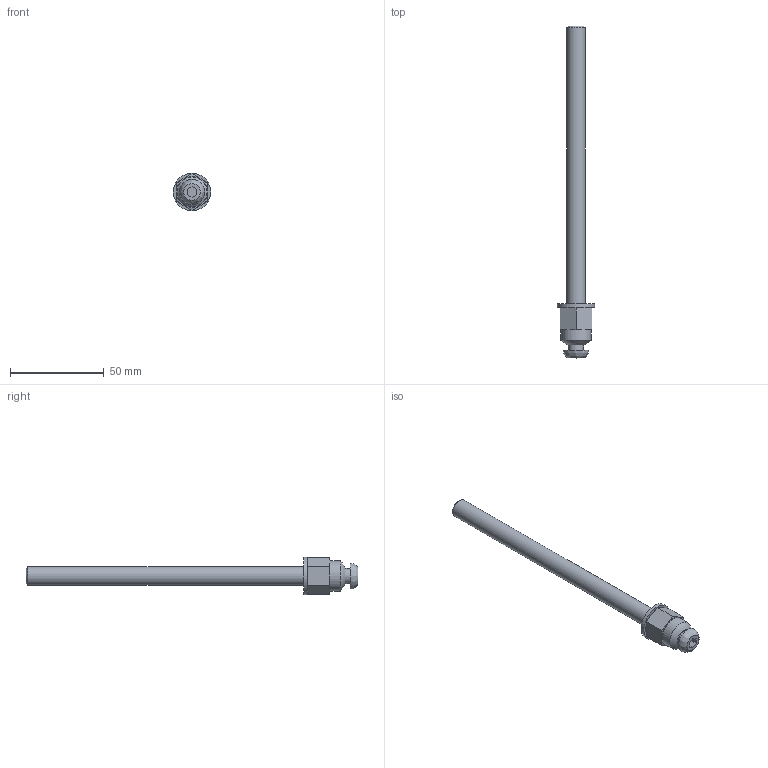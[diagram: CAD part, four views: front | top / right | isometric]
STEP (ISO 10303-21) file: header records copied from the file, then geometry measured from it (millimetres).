
FILE_DESCRIPTION( ( 'STEP AP214' ), '1' );
FILE_NAME( 'K0669.101502.stp', '2020-12-09T10:56:50', ( '' ), ( '' ), ' ', 'PARTsolutions', ' ' );
FILE_SCHEMA( ( 'AUTOMOTIVE_DESIGN { 1 0 10303 214 1 1 1 1 }' ) );
Length unit declared in the file: millimetre
Products named in the file (1): _K0669.101502
Bounding box: 20 x 177 x 20 mm (x, y, z)
Volume: 17216.5 mm3; surface area: 6999 mm2
Topology: 1 solids, 1 shells, 41 faces, 82 edges, 50 vertices
Faces by surface type: plane 21, cone 13, cylinder 5, bspline 1, sphere 1
Full cylindrical faces by diameter (mm): 8 x1, 10 x1, 11 x1, 16 x1, 20 x1
Entity records: 1409 total; most frequent: CARTESIAN_POINT 273, DIRECTION 158, ORIENTED_EDGE 148, EDGE_CURVE 74, AXIS2_PLACEMENT_3D 67, EDGE_LOOP 56, VERTEX_POINT 50, FACE_OUTER_BOUND 48
